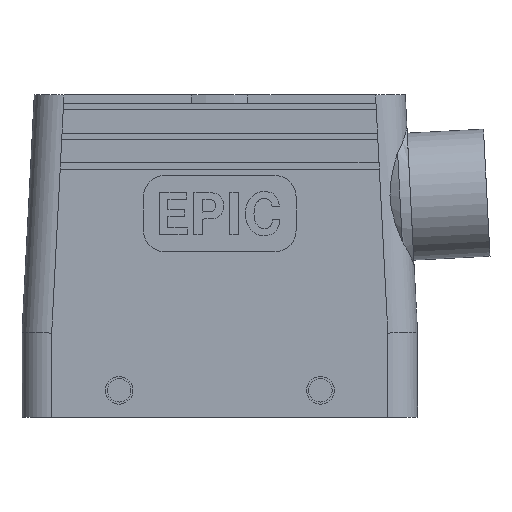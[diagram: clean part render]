
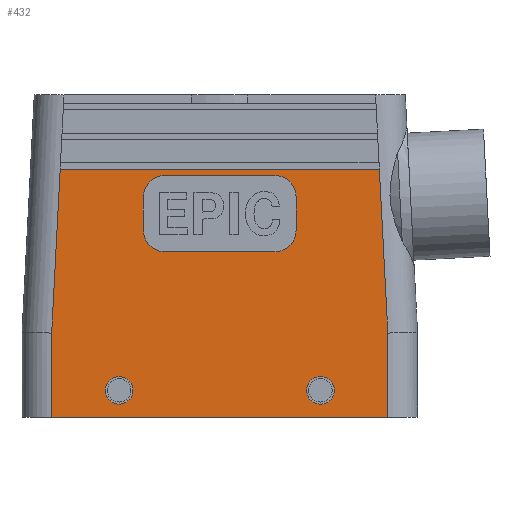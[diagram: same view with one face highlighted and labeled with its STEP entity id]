
A CAD part, front view. The second image highlights one B-rep face of the part: STEP entity #432.
In plain terms, the highlighted planar face has unit normal (0, -1, 0).
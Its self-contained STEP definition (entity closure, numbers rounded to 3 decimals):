
#432 = ADVANCED_FACE( '', ( #947, #948, #949, #950 ), #951, .F. );
#947 = FACE_BOUND( '', #1532, .T. );
#948 = FACE_OUTER_BOUND( '', #1533, .T. );
#949 = FACE_BOUND( '', #1534, .T. );
#950 = FACE_BOUND( '', #1535, .T. );
#951 = PLANE( '', #1536 );
#1532 = EDGE_LOOP( '', ( #2782 ) );
#1533 = EDGE_LOOP( '', ( #2783, #2784, #2785, #2786, #2787, #2788 ) );
#1534 = EDGE_LOOP( '', ( #2789 ) );
#1535 = EDGE_LOOP( '', ( #2790, #2791, #2792, #2793, #2794, #2795, #2796, #2797 ) );
#1536 = AXIS2_PLACEMENT_3D( '', #2798, #2799, #2800 );
#2782 = ORIENTED_EDGE( '', *, *, #3495, .T. );
#2783 = ORIENTED_EDGE( '', *, *, #3542, .F. );
#2784 = ORIENTED_EDGE( '', *, *, #3437, .F. );
#2785 = ORIENTED_EDGE( '', *, *, #3778, .T. );
#2786 = ORIENTED_EDGE( '', *, *, #3766, .T. );
#2787 = ORIENTED_EDGE( '', *, *, #3696, .T. );
#2788 = ORIENTED_EDGE( '', *, *, #3779, .F. );
#2789 = ORIENTED_EDGE( '', *, *, #3564, .F. );
#2790 = ORIENTED_EDGE( '', *, *, #3408, .T. );
#2791 = ORIENTED_EDGE( '', *, *, #3720, .T. );
#2792 = ORIENTED_EDGE( '', *, *, #3378, .T. );
#2793 = ORIENTED_EDGE( '', *, *, #3780, .T. );
#2794 = ORIENTED_EDGE( '', *, *, #3665, .T. );
#2795 = ORIENTED_EDGE( '', *, *, #3337, .T. );
#2796 = ORIENTED_EDGE( '', *, *, #3781, .T. );
#2797 = ORIENTED_EDGE( '', *, *, #3596, .T. );
#2798 = CARTESIAN_POINT( '', ( -46.65, -21.5, 20. ) );
#2799 = DIRECTION( '', ( 0., 1., 0. ) );
#2800 = DIRECTION( '', ( 0., 0., 1. ) );
#3337 = EDGE_CURVE( '', #3932, #3933, #3934, .T. );
#3378 = EDGE_CURVE( '', #4005, #4006, #4007, .T. );
#3408 = EDGE_CURVE( '', #4057, #4058, #4059, .T. );
#3437 = EDGE_CURVE( '', #4108, #3996, #4109, .T. );
#3495 = EDGE_CURVE( '', #4204, #4204, #4205, .T. );
#3542 = EDGE_CURVE( '', #3996, #4284, #4285, .F. );
#3564 = EDGE_CURVE( '', #4317, #4317, #4318, .T. );
#3596 = EDGE_CURVE( '', #4362, #4057, #4363, .T. );
#3665 = EDGE_CURVE( '', #4462, #3932, #4463, .T. );
#3696 = EDGE_CURVE( '', #4503, #4501, #4504, .T. );
#3720 = EDGE_CURVE( '', #4058, #4005, #4534, .T. );
#3766 = EDGE_CURVE( '', #4595, #4503, #4596, .T. );
#3778 = EDGE_CURVE( '', #4108, #4595, #4610, .F. );
#3779 = EDGE_CURVE( '', #4284, #4501, #4611, .T. );
#3780 = EDGE_CURVE( '', #4006, #4462, #4612, .T. );
#3781 = EDGE_CURVE( '', #3933, #4362, #4613, .T. );
#3932 = VERTEX_POINT( '', #4906 );
#3933 = VERTEX_POINT( '', #4907 );
#3934 = LINE( '', #4908, #4909 );
#3996 = VERTEX_POINT( '', #4991 );
#4005 = VERTEX_POINT( '', #5004 );
#4006 = VERTEX_POINT( '', #5005 );
#4007 = CIRCLE( '', #5006, 5. );
#4057 = VERTEX_POINT( '', #5098 );
#4058 = VERTEX_POINT( '', #5099 );
#4059 = CIRCLE( '', #5100, 5. );
#4108 = VERTEX_POINT( '', #5163 );
#4109 = LINE( '', #5164, #5165 );
#4204 = VERTEX_POINT( '', #5299 );
#4205 = CIRCLE( '', #5300, 3.25 );
#4284 = VERTEX_POINT( '', #5442 );
#4285 = LINE( '', #5443, #5444 );
#4317 = VERTEX_POINT( '', #5491 );
#4318 = CIRCLE( '', #5492, 3.25 );
#4362 = VERTEX_POINT( '', #5551 );
#4363 = LINE( '', #5552, #5553 );
#4462 = VERTEX_POINT( '', #5695 );
#4463 = CIRCLE( '', #5696, 5. );
#4501 = VERTEX_POINT( '', #5781 );
#4503 = VERTEX_POINT( '', #5783 );
#4504 = LINE( '', #5784, #5785 );
#4534 = LINE( '', #5828, #5829 );
#4595 = VERTEX_POINT( '', #5938 );
#4596 = LINE( '', #5939, #5940 );
#4610 = LINE( '', #5960, #5961 );
#4611 = LINE( '', #5962, #5963 );
#4612 = LINE( '', #5964, #5965 );
#4613 = CIRCLE( '', #5966, 5. );
#4906 = CARTESIAN_POINT( '', ( 13., -21.5, 39. ) );
#4907 = CARTESIAN_POINT( '', ( -13., -21.5, 39. ) );
#4908 = CARTESIAN_POINT( '', ( -13., -21.5, 39. ) );
#4909 = VECTOR( '', #6153, 1000. );
#4991 = CARTESIAN_POINT( '', ( 37.647, -21.5, 58.5 ) );
#5004 = CARTESIAN_POINT( '', ( 13., -21.5, 57. ) );
#5005 = CARTESIAN_POINT( '', ( 18., -21.5, 52. ) );
#5006 = AXIS2_PLACEMENT_3D( '', #6197, #6198, #6199 );
#5098 = CARTESIAN_POINT( '', ( -18., -21.5, 52. ) );
#5099 = CARTESIAN_POINT( '', ( -13., -21.5, 57. ) );
#5100 = AXIS2_PLACEMENT_3D( '', #6223, #6224, #6225 );
#5163 = CARTESIAN_POINT( '', ( -37.647, -21.5, 58.5 ) );
#5164 = CARTESIAN_POINT( '', ( -37.647, -21.5, 58.5 ) );
#5165 = VECTOR( '', #6264, 1000. );
#5299 = CARTESIAN_POINT( '', ( 20.5, -21.5, 6.3 ) );
#5300 = AXIS2_PLACEMENT_3D( '', #6312, #6313, #6314 );
#5442 = CARTESIAN_POINT( '', ( 39.65, -21.5, 19.819 ) );
#5443 = CARTESIAN_POINT( '', ( 39.659, -21.5, 19.638 ) );
#5444 = VECTOR( '', #6361, 1000. );
#5491 = CARTESIAN_POINT( '', ( -20.5, -21.5, 6.3 ) );
#5492 = AXIS2_PLACEMENT_3D( '', #6383, #6384, #6385 );
#5551 = CARTESIAN_POINT( '', ( -18., -21.5, 44. ) );
#5552 = CARTESIAN_POINT( '', ( -18., -21.5, 44. ) );
#5553 = VECTOR( '', #6421, 1000. );
#5695 = CARTESIAN_POINT( '', ( 18., -21.5, 44. ) );
#5696 = AXIS2_PLACEMENT_3D( '', #6483, #6484, #6485 );
#5781 = CARTESIAN_POINT( '', ( 39.65, -21.5, 0. ) );
#5783 = CARTESIAN_POINT( '', ( -39.65, -21.5, 0. ) );
#5784 = CARTESIAN_POINT( '', ( -46.65, -21.5, 0. ) );
#5785 = VECTOR( '', #6521, 1000. );
#5828 = CARTESIAN_POINT( '', ( -13., -21.5, 57. ) );
#5829 = VECTOR( '', #6543, 1000. );
#5938 = CARTESIAN_POINT( '', ( -39.65, -21.5, 19.819 ) );
#5939 = CARTESIAN_POINT( '', ( -39.65, -21.5, 20. ) );
#5940 = VECTOR( '', #6576, 1000. );
#5960 = CARTESIAN_POINT( '', ( -39.659, -21.5, 19.638 ) );
#5961 = VECTOR( '', #6586, 1000. );
#5962 = CARTESIAN_POINT( '', ( 39.65, -21.5, 20. ) );
#5963 = VECTOR( '', #6587, 1000. );
#5964 = CARTESIAN_POINT( '', ( 18., -21.5, 52. ) );
#5965 = VECTOR( '', #6588, 1000. );
#5966 = AXIS2_PLACEMENT_3D( '', #6589, #6590, #6591 );
#6153 = DIRECTION( '', ( -1., 0., 0. ) );
#6197 = CARTESIAN_POINT( '', ( 13., -21.5, 52. ) );
#6198 = DIRECTION( '', ( 0., 1., 0. ) );
#6199 = DIRECTION( '', ( -1., 0., 0. ) );
#6223 = CARTESIAN_POINT( '', ( -13., -21.5, 52. ) );
#6224 = DIRECTION( '', ( 0., 1., 0. ) );
#6225 = DIRECTION( '', ( 1., 0., 0. ) );
#6264 = DIRECTION( '', ( 1., 0., 0. ) );
#6312 = CARTESIAN_POINT( '', ( 23.75, -21.5, 6.3 ) );
#6313 = DIRECTION( '', ( 0., 1., 0. ) );
#6314 = DIRECTION( '', ( -1., 0., 0. ) );
#6361 = DIRECTION( '', ( -0.052, 0., 0.999 ) );
#6383 = CARTESIAN_POINT( '', ( -23.75, -21.5, 6.3 ) );
#6384 = DIRECTION( '', ( 0., -1., 0. ) );
#6385 = DIRECTION( '', ( 1., 0., 0. ) );
#6421 = DIRECTION( '', ( 0., 0., 1. ) );
#6483 = CARTESIAN_POINT( '', ( 13., -21.5, 44. ) );
#6484 = DIRECTION( '', ( 0., 1., 0. ) );
#6485 = DIRECTION( '', ( 1., 0., 0. ) );
#6521 = DIRECTION( '', ( 1., 0., 0. ) );
#6543 = DIRECTION( '', ( 1., 0., 0. ) );
#6576 = DIRECTION( '', ( 0., 0., -1. ) );
#6586 = DIRECTION( '', ( 0.052, 0., 0.999 ) );
#6587 = DIRECTION( '', ( 0., 0., -1. ) );
#6588 = DIRECTION( '', ( 0., 0., -1. ) );
#6589 = CARTESIAN_POINT( '', ( -13., -21.5, 44. ) );
#6590 = DIRECTION( '', ( 0., 1., 0. ) );
#6591 = DIRECTION( '', ( 1., 0., 0. ) );
